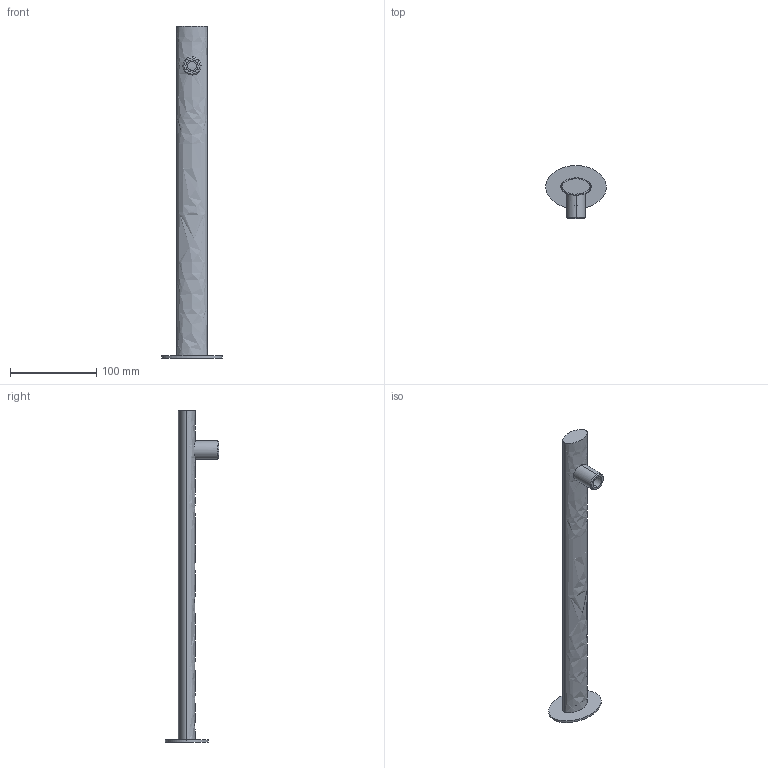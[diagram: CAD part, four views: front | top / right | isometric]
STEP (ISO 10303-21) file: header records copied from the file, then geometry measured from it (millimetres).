
FILE_DESCRIPTION((''),'2;1');
FILE_NAME('ZSOF090CR','2021-05-05T09:50:54',('ut3'),('PAFFONI SpA'),'CREO PARAMETRIC BY PTC INC, 2020044','CREO PARAMETRIC BY PTC INC, 2020044','');
FILE_SCHEMA(('CONFIG_CONTROL_DESIGN','SHAPE_APPEARANCE_LAYERS_GROUPS'));
Length unit declared in the file: millimetre
Products named in the file (1): ZSOF090CR
Bounding box: 70 x 62 x 384.5 mm (x, y, z)
Volume: 52473.1 mm3; surface area: 74558 mm2
Topology: 1 solids, 1 shells, 102 faces, 242 edges, 158 vertices
Faces by surface type: plane 60, cylinder 22, cone 10, extrusion 6, torus 4
Entity records: 4015 total; most frequent: CARTESIAN_POINT 1028, DIRECTION 506, ORIENTED_EDGE 484, EDGE_CURVE 242, AXIS2_PLACEMENT_3D 174, VECTOR 158, VERTEX_POINT 158, LINE 152
